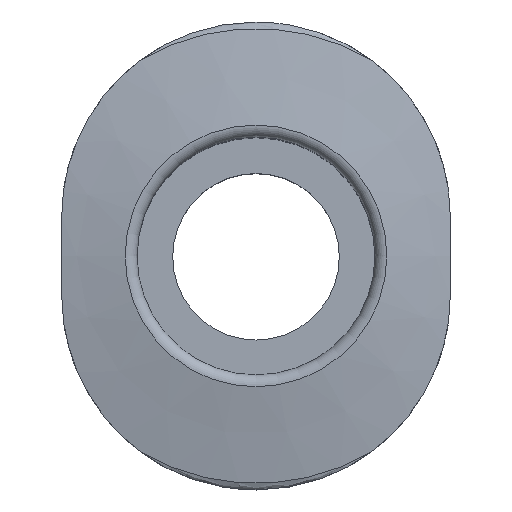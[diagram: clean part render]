
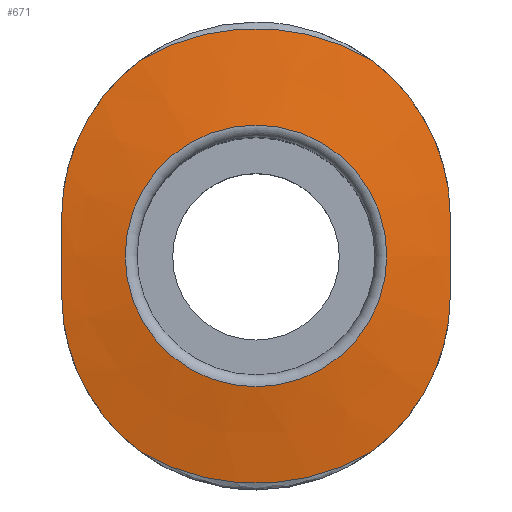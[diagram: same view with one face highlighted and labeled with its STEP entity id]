
A CAD part, top view. The second image highlights one B-rep face of the part: STEP entity #671.
In plain terms, the highlighted conical face has half-angle 80 degrees and reference radius 5.735 mm.
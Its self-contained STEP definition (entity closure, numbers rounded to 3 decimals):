
#62=B_SPLINE_CURVE_WITH_KNOTS('',3,(#924,#925,#926,#927),.UNSPECIFIED.,
 .F.,.F.,(4,4),(0.002,0.004),.UNSPECIFIED.);
#63=B_SPLINE_CURVE_WITH_KNOTS('',3,(#930,#931,#932,#933),.UNSPECIFIED.,
 .F.,.F.,(4,4),(0.,0.005),.UNSPECIFIED.);
#64=B_SPLINE_CURVE_WITH_KNOTS('',3,(#937,#938,#939,#940),.UNSPECIFIED.,
 .F.,.F.,(4,4),(0.,0.005),.UNSPECIFIED.);
#65=B_SPLINE_CURVE_WITH_KNOTS('',3,(#942,#943,#944,#945),.UNSPECIFIED.,
 .F.,.F.,(4,4),(0.002,0.004),.UNSPECIFIED.);
#66=B_SPLINE_CURVE_WITH_KNOTS('',3,(#947,#948,#949,#950),.UNSPECIFIED.,
 .F.,.F.,(4,4),(0.,0.005),.UNSPECIFIED.);
#67=B_SPLINE_CURVE_WITH_KNOTS('',3,(#954,#955,#956,#957),.UNSPECIFIED.,
 .F.,.F.,(4,4),(0.,0.005),.UNSPECIFIED.);
#72=ORIENTED_EDGE('',*,*,#168,.T.);
#73=ORIENTED_EDGE('',*,*,#169,.T.);
#74=ORIENTED_EDGE('',*,*,#170,.T.);
#75=ORIENTED_EDGE('',*,*,#171,.F.);
#76=ORIENTED_EDGE('',*,*,#172,.T.);
#77=ORIENTED_EDGE('',*,*,#173,.T.);
#78=ORIENTED_EDGE('',*,*,#174,.T.);
#79=ORIENTED_EDGE('',*,*,#175,.F.);
#80=ORIENTED_EDGE('',*,*,#176,.T.);
#168=EDGE_CURVE('',#216,#216,#258,.T.);
#169=EDGE_CURVE('',#217,#218,#62,.T.);
#170=EDGE_CURVE('',#218,#219,#63,.T.);
#171=EDGE_CURVE('',#220,#219,#259,.T.);
#172=EDGE_CURVE('',#220,#221,#64,.T.);
#173=EDGE_CURVE('',#221,#222,#65,.T.);
#174=EDGE_CURVE('',#222,#223,#66,.T.);
#175=EDGE_CURVE('',#224,#223,#260,.T.);
#176=EDGE_CURVE('',#224,#217,#67,.T.);
#216=VERTEX_POINT('',#923);
#217=VERTEX_POINT('',#928);
#218=VERTEX_POINT('',#929);
#219=VERTEX_POINT('',#934);
#220=VERTEX_POINT('',#936);
#221=VERTEX_POINT('',#941);
#222=VERTEX_POINT('',#946);
#223=VERTEX_POINT('',#951);
#224=VERTEX_POINT('',#953);
#258=CIRCLE('',#712,3.3);
#259=CIRCLE('',#713,5.735);
#260=CIRCLE('',#714,5.735);
#290=EDGE_LOOP('',(#72));
#291=EDGE_LOOP('',(#73,#74,#75,#76,#77,#78,#79,#80));
#354=FACE_BOUND('',#290,.T.);
#355=FACE_BOUND('',#291,.T.);
#418=CONICAL_SURFACE('',#711,5.735,1.396);
#671=ADVANCED_FACE('',(#354,#355),#418,.T.);
#711=AXIS2_PLACEMENT_3D('',#921,#780,#781);
#712=AXIS2_PLACEMENT_3D('',#922,#782,#783);
#713=AXIS2_PLACEMENT_3D('',#935,#784,#785);
#714=AXIS2_PLACEMENT_3D('',#952,#786,#787);
#780=DIRECTION('',(0.,0.,-1.));
#781=DIRECTION('',(-1.,0.,0.));
#782=DIRECTION('',(0.,0.,-1.));
#783=DIRECTION('',(-1.,0.,0.));
#784=DIRECTION('',(0.,0.,-1.));
#785=DIRECTION('',(-1.,0.,0.));
#786=DIRECTION('',(0.,0.,-1.));
#787=DIRECTION('',(-1.,0.,0.));
#921=CARTESIAN_POINT('',(0.,0.,15.771));
#922=CARTESIAN_POINT('',(0.,0.,16.2));
#923=CARTESIAN_POINT('',(-3.3,0.,16.2));
#924=CARTESIAN_POINT('',(4.9,-1.,15.9));
#925=CARTESIAN_POINT('',(4.9,-0.333,15.924));
#926=CARTESIAN_POINT('',(4.9,0.333,15.924));
#927=CARTESIAN_POINT('',(4.9,1.,15.9));
#928=CARTESIAN_POINT('',(4.9,-1.,15.9));
#929=CARTESIAN_POINT('',(4.9,1.,15.9));
#930=CARTESIAN_POINT('',(4.9,1.,15.9));
#931=CARTESIAN_POINT('',(4.9,2.538,15.846));
#932=CARTESIAN_POINT('',(4.151,4.024,15.799));
#933=CARTESIAN_POINT('',(2.915,4.939,15.771));
#934=CARTESIAN_POINT('',(2.915,4.939,15.771));
#935=CARTESIAN_POINT('',(0.,0.,15.771));
#936=CARTESIAN_POINT('',(-2.915,4.939,15.771));
#937=CARTESIAN_POINT('',(-2.915,4.939,15.771));
#938=CARTESIAN_POINT('',(-4.151,4.024,15.799));
#939=CARTESIAN_POINT('',(-4.9,2.537,15.846));
#940=CARTESIAN_POINT('',(-4.9,1.,15.9));
#941=CARTESIAN_POINT('',(-4.9,1.,15.9));
#942=CARTESIAN_POINT('',(-4.9,1.,15.9));
#943=CARTESIAN_POINT('',(-4.9,0.333,15.924));
#944=CARTESIAN_POINT('',(-4.9,-0.333,15.924));
#945=CARTESIAN_POINT('',(-4.9,-1.,15.9));
#946=CARTESIAN_POINT('',(-4.9,-1.,15.9));
#947=CARTESIAN_POINT('',(-4.9,-1.,15.9));
#948=CARTESIAN_POINT('',(-4.9,-2.538,15.846));
#949=CARTESIAN_POINT('',(-4.151,-4.024,15.799));
#950=CARTESIAN_POINT('',(-2.915,-4.939,15.771));
#951=CARTESIAN_POINT('',(-2.915,-4.939,15.771));
#952=CARTESIAN_POINT('',(0.,0.,15.771));
#953=CARTESIAN_POINT('',(2.915,-4.939,15.771));
#954=CARTESIAN_POINT('',(2.915,-4.939,15.771));
#955=CARTESIAN_POINT('',(4.151,-4.024,15.799));
#956=CARTESIAN_POINT('',(4.9,-2.537,15.846));
#957=CARTESIAN_POINT('',(4.9,-1.,15.9));
